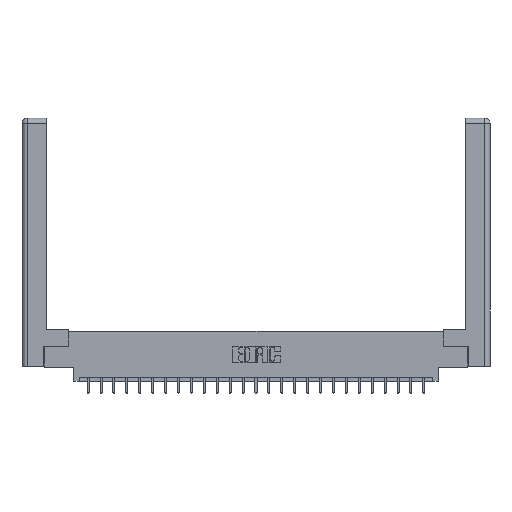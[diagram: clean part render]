
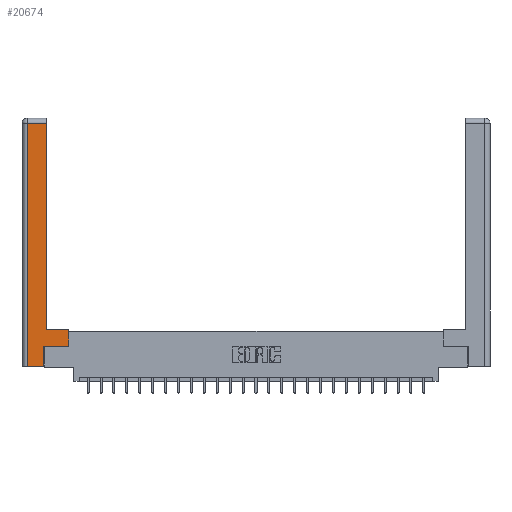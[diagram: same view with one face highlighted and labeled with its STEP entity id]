
A CAD part, top view. The second image highlights one B-rep face of the part: STEP entity #20674.
In plain terms, the highlighted planar face has unit normal (0, 0, 1).
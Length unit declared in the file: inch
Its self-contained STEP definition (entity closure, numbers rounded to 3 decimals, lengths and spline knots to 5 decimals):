
#162 = CARTESIAN_POINT ( 'NONE',  ( 0.0615, 2.94, 0. ) ) ;
#181 = DIRECTION ( 'NONE',  ( 0., 1., 0. ) ) ;
#1520 = CARTESIAN_POINT ( 'NONE',  ( 0.0615, 0., 0. ) ) ;
#1809 = LINE ( 'NONE', #23870, #23211 ) ;
#2046 = VECTOR ( 'NONE', #22844, 39.37008 ) ;
#2856 = DIRECTION ( 'NONE',  ( 0., 1., 0. ) ) ;
#3888 = DIRECTION ( 'NONE',  ( 0., 1., 0. ) ) ;
#4984 = VECTOR ( 'NONE', #19252, 39.37008 ) ;
#5084 = CARTESIAN_POINT ( 'NONE',  ( 0.295, 2.94, 0. ) ) ;
#5168 = ORIENTED_EDGE ( 'NONE', *, *, #19919, .T. ) ;
#5629 = EDGE_CURVE ( 'NONE', #21408, #10331, #16761, .T. ) ;
#6108 = DIRECTION ( 'NONE',  ( 0., -1., 0. ) ) ;
#6397 = DIRECTION ( 'NONE',  ( 1., 0., 0. ) ) ;
#7032 = CARTESIAN_POINT ( 'NONE',  ( 0.265, 0., 0. ) ) ;
#7109 = ORIENTED_EDGE ( 'NONE', *, *, #22088, .T. ) ;
#7168 = EDGE_CURVE ( 'NONE', #17323, #7649, #11401, .T. ) ;
#7649 = VERTEX_POINT ( 'NONE', #23661 ) ;
#8830 = CARTESIAN_POINT ( 'NONE',  ( 0.295, 0.45, 0. ) ) ;
#9380 = DIRECTION ( 'NONE',  ( 0., 0., -1. ) ) ;
#10073 = LINE ( 'NONE', #16750, #20019 ) ;
#10331 = VERTEX_POINT ( 'NONE', #19401 ) ;
#10478 = FACE_OUTER_BOUND ( 'NONE', #24476, .T. ) ;
#10598 = VECTOR ( 'NONE', #3888, 39.37008 ) ;
#10767 = CARTESIAN_POINT ( 'NONE',  ( 0.265, 0.245, 0. ) ) ;
#11225 = CARTESIAN_POINT ( 'NONE',  ( 0.565, 0.45, 0. ) ) ;
#11401 = LINE ( 'NONE', #18510, #16096 ) ;
#13081 = ORIENTED_EDGE ( 'NONE', *, *, #5629, .T. ) ;
#13672 = CARTESIAN_POINT ( 'NONE',  ( 0.265, 0.245, 0. ) ) ;
#13770 = ORIENTED_EDGE ( 'NONE', *, *, #25026, .T. ) ;
#13801 = VERTEX_POINT ( 'NONE', #18116 ) ;
#14506 = ORIENTED_EDGE ( 'NONE', *, *, #17401, .T. ) ;
#15363 = CARTESIAN_POINT ( 'NONE',  ( 0., 0., 0. ) ) ;
#16096 = VECTOR ( 'NONE', #6397, 39.37008 ) ;
#16241 = EDGE_CURVE ( 'NONE', #17834, #13801, #23787, .T. ) ;
#16750 = CARTESIAN_POINT ( 'NONE',  ( 0.265, 0., 0. ) ) ;
#16761 = LINE ( 'NONE', #162, #4984 ) ;
#17101 = LINE ( 'NONE', #17930, #10598 ) ;
#17323 = VERTEX_POINT ( 'NONE', #10767 ) ;
#17355 = VECTOR ( 'NONE', #2856, 39.37008 ) ;
#17401 = EDGE_CURVE ( 'NONE', #7649, #17834, #23568, .T. ) ;
#17834 = VERTEX_POINT ( 'NONE', #11225 ) ;
#17930 = CARTESIAN_POINT ( 'NONE',  ( 0.295, 3., 0. ) ) ;
#18116 = CARTESIAN_POINT ( 'NONE',  ( 0.295, 0.45, 0. ) ) ;
#18510 = CARTESIAN_POINT ( 'NONE',  ( 0.565, 0.245, 0. ) ) ;
#18676 = ORIENTED_EDGE ( 'NONE', *, *, #22502, .T. ) ;
#19170 = DIRECTION ( 'NONE',  ( -1., 0., 0. ) ) ;
#19252 = DIRECTION ( 'NONE',  ( -1., 0., 0. ) ) ;
#19257 = PLANE ( 'NONE',  #20947 ) ;
#19401 = CARTESIAN_POINT ( 'NONE',  ( 0.0615, 2.94, 0. ) ) ;
#19919 = EDGE_CURVE ( 'NONE', #10331, #24875, #1809, .T. ) ;
#20019 = VECTOR ( 'NONE', #20329, 39.37008 ) ;
#20096 = VERTEX_POINT ( 'NONE', #7032 ) ;
#20329 = DIRECTION ( 'NONE',  ( 1., 0., 0. ) ) ;
#20506 = CARTESIAN_POINT ( 'NONE',  ( 0.565, 0.45, 0. ) ) ;
#20615 = LINE ( 'NONE', #13672, #23372 ) ;
#20645 = ORIENTED_EDGE ( 'NONE', *, *, #7168, .T. ) ;
#20674 = ADVANCED_FACE ( 'NONE', ( #10478 ), #19257, .F. ) ;
#20947 = AXIS2_PLACEMENT_3D ( 'NONE', #15363, #9380, #19170 ) ;
#21408 = VERTEX_POINT ( 'NONE', #5084 ) ;
#22088 = EDGE_CURVE ( 'NONE', #24875, #20096, #10073, .T. ) ;
#22502 = EDGE_CURVE ( 'NONE', #20096, #17323, #20615, .T. ) ;
#22844 = DIRECTION ( 'NONE',  ( -1., 0., 0. ) ) ;
#23211 = VECTOR ( 'NONE', #6108, 39.37008 ) ;
#23372 = VECTOR ( 'NONE', #181, 39.37008 ) ;
#23568 = LINE ( 'NONE', #20506, #17355 ) ;
#23661 = CARTESIAN_POINT ( 'NONE',  ( 0.565, 0.245, 0. ) ) ;
#23703 = ORIENTED_EDGE ( 'NONE', *, *, #16241, .T. ) ;
#23787 = LINE ( 'NONE', #8830, #2046 ) ;
#23870 = CARTESIAN_POINT ( 'NONE',  ( 0.0615, 0., 0. ) ) ;
#24476 = EDGE_LOOP ( 'NONE', ( #13770, #13081, #5168, #7109, #18676, #20645, #14506, #23703 ) ) ;
#24875 = VERTEX_POINT ( 'NONE', #1520 ) ;
#25026 = EDGE_CURVE ( 'NONE', #13801, #21408, #17101, .T. ) ;
